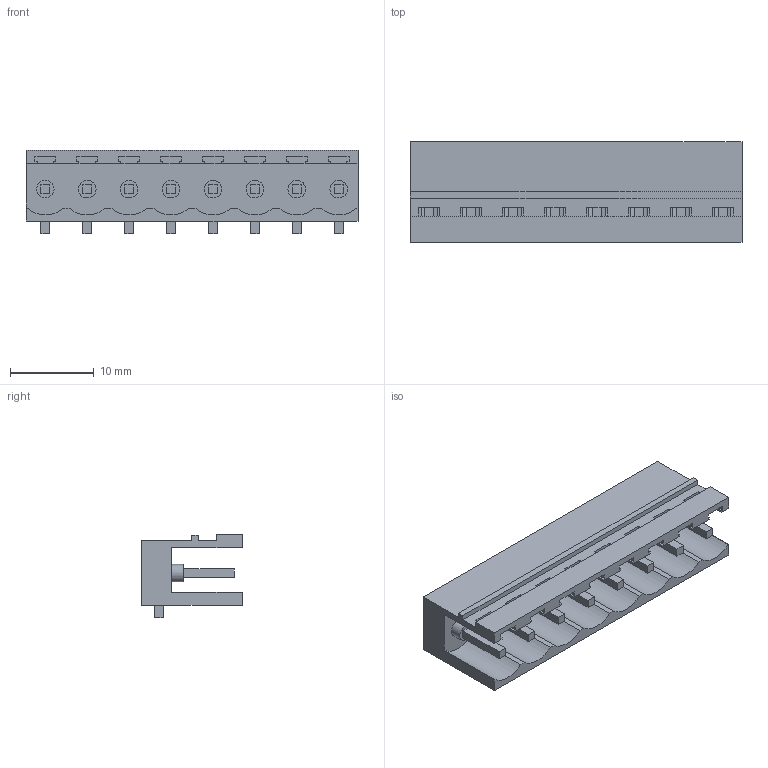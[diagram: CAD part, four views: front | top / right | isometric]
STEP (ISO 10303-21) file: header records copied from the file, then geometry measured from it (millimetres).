
FILE_DESCRIPTION(('CATIA V5 STEP Exchange','CAx-IF Rec.Pracs.--- Model Styling and Organization---1.4--- 2014-01-23'),'2;1');
FILE_NAME ('D1456389_1_1797680000_1797680000.stp','2022-05-10T11:42:37+00:00',('none'),('Weidmueller'),'CATIA Version 5-6 Release 2016 SP3 HF44','CATIA V5 STEP AP214','none');
FILE_SCHEMA(('AUTOMOTIVE_DESIGN { 1 0 10303 214 1 1 1 1 }'));
Length unit declared in the file: millimetre
Products named in the file (1): 1797680000
Bounding box: 39.6 x 12 x 9.93 mm (x, y, z)
Volume: 1805.6 mm3; surface area: 3316.4 mm2
Topology: 9 solids, 9 shells, 231 faces, 675 edges, 446 vertices
Faces by surface type: plane 207, cylinder 24
Entity records: 8268 total; most frequent: CARTESIAN_POINT 2117, ORIENTED_EDGE 1350, DIRECTION 1027, EDGE_CURVE 675, VECTOR 627, LINE 627, VERTEX_POINT 446, EDGE_LOOP 247
